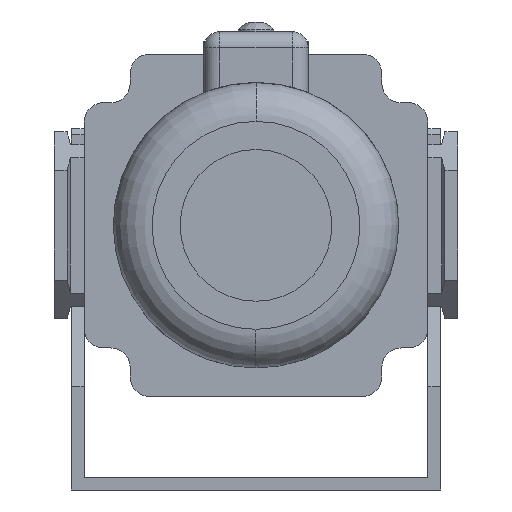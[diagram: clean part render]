
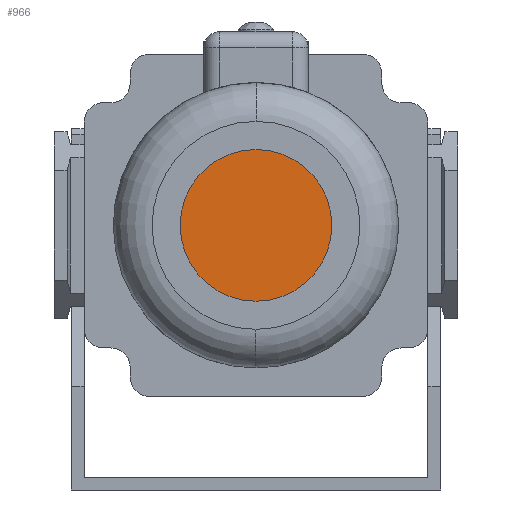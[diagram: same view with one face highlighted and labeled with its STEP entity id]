
A CAD part, front view. The second image highlights one B-rep face of the part: STEP entity #966.
In plain terms, the highlighted planar face has unit normal (0, -1, 0).
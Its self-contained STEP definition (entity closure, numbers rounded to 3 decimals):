
#4 = DIRECTION ( 'NONE',  ( 0., 0., -1. ) ) ;
#198 = CARTESIAN_POINT ( 'NONE',  ( 0., -136., 0. ) ) ;
#204 = CARTESIAN_POINT ( 'NONE',  ( 0., -136., -11.75 ) ) ;
#295 = CARTESIAN_POINT ( 'NONE',  ( 11.75, -136., 0. ) ) ;
#461 = EDGE_CURVE ( 'NONE', #1220, #1508, #2648, .T. ) ;
#487 = AXIS2_PLACEMENT_3D ( 'NONE', #295, #1126, #1887 ) ;
#966 = ADVANCED_FACE ( 'NONE', ( #4231 ), #3117, .F. ) ;
#1126 = DIRECTION ( 'NONE',  ( 0., 1., 0. ) ) ;
#1220 = VERTEX_POINT ( 'NONE', #1859 ) ;
#1508 = VERTEX_POINT ( 'NONE', #204 ) ;
#1787 = DIRECTION ( 'NONE',  ( 0., 0., -1. ) ) ;
#1825 = EDGE_LOOP ( 'NONE', ( #3469, #4637 ) ) ;
#1859 = CARTESIAN_POINT ( 'NONE',  ( 0., -136., 11.75 ) ) ;
#1887 = DIRECTION ( 'NONE',  ( 0., 0., 1. ) ) ;
#2489 = AXIS2_PLACEMENT_3D ( 'NONE', #3529, #5117, #4 ) ;
#2648 = CIRCLE ( 'NONE', #3307, 11.75 ) ;
#3021 = DIRECTION ( 'NONE',  ( 0., -1., 0. ) ) ;
#3117 = PLANE ( 'NONE',  #487 ) ;
#3234 = CIRCLE ( 'NONE', #2489, 11.75 ) ;
#3307 = AXIS2_PLACEMENT_3D ( 'NONE', #198, #3021, #1787 ) ;
#3469 = ORIENTED_EDGE ( 'NONE', *, *, #3577, .T. ) ;
#3529 = CARTESIAN_POINT ( 'NONE',  ( 0., -136., 0. ) ) ;
#3577 = EDGE_CURVE ( 'NONE', #1508, #1220, #3234, .T. ) ;
#4231 = FACE_OUTER_BOUND ( 'NONE', #1825, .T. ) ;
#4637 = ORIENTED_EDGE ( 'NONE', *, *, #461, .T. ) ;
#5117 = DIRECTION ( 'NONE',  ( 0., -1., 0. ) ) ;
